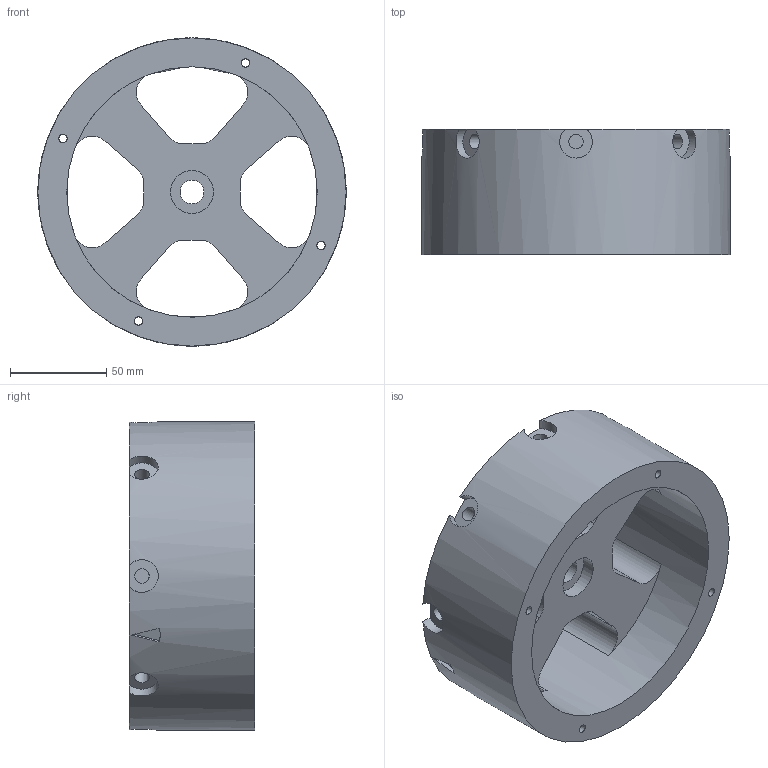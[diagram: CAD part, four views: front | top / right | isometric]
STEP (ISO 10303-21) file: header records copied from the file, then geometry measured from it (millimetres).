
FILE_DESCRIPTION(/* description */ (''),/* implementation_level */ '2;1');
FILE_NAME(/* name */ '1M2A v5.step',/* time_stamp */ '2019-03-05T07:32:57-06:00',/* author */ (''),/* organization */ (''),/* preprocessor_version */ 'ST-DEVELOPER v17.2',/* originating_system */ 'Autodesk Translation Framework v7.6.0.251',/* authorisation */ '');
FILE_SCHEMA (('AUTOMOTIVE_DESIGN { 1 0 10303 214 3 1 1 }'));
Length unit declared in the file: millimetre
Products named in the file (1): 1M2A
Bounding box: 160 x 65 x 160 mm (x, y, z)
Volume: 635761.1 mm3; surface area: 102535.7 mm2
Topology: 1 solids, 1 shells, 82 faces, 242 edges, 169 vertices
Faces by surface type: cylinder 46, plane 36
Full cylindrical faces by diameter (mm): 4.3 x4, 7.2 x4, 7.5 x8, 12.2 x1, 22.2 x2, 130 x1, 160 x1
Entity records: 3265 total; most frequent: CARTESIAN_POINT 882, DIRECTION 503, ORIENTED_EDGE 484, EDGE_CURVE 242, AXIS2_PLACEMENT_3D 198, VERTEX_POINT 169, EDGE_LOOP 115, CIRCLE 113
